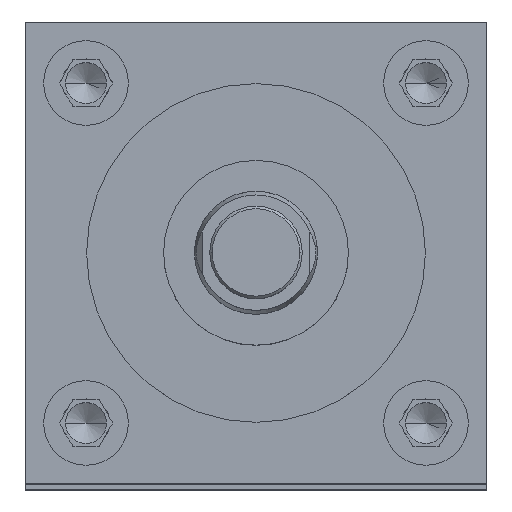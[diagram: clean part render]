
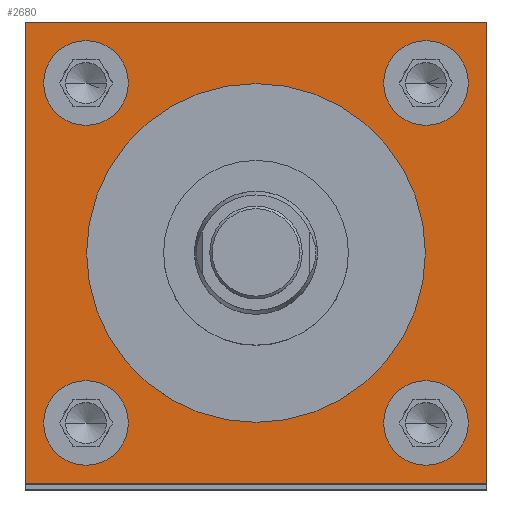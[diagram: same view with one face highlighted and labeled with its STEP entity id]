
A CAD part, top view. The second image highlights one B-rep face of the part: STEP entity #2680.
In plain terms, the highlighted planar face has unit normal (0, 0, 1).
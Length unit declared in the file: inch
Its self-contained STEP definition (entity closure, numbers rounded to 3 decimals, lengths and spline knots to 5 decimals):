
#29 = VECTOR ( 'NONE', #1201, 39.37008 ) ;
#390 = AXIS2_PLACEMENT_3D ( 'NONE', #1352, #3649, #3305 ) ;
#409 = EDGE_LOOP ( 'NONE', ( #4569, #4673 ) ) ;
#441 = DIRECTION ( 'NONE',  ( 0., 0., 1. ) ) ;
#475 = DIRECTION ( 'NONE',  ( 1., 0., 0. ) ) ;
#553 = AXIS2_PLACEMENT_3D ( 'NONE', #3589, #5081, #5509 ) ;
#626 = AXIS2_PLACEMENT_3D ( 'NONE', #4711, #441, #2356 ) ;
#642 = VERTEX_POINT ( 'NONE', #5497 ) ;
#797 = EDGE_CURVE ( 'NONE', #1302, #2886, #5950, .T. ) ;
#820 = VECTOR ( 'NONE', #3578, 39.37008 ) ;
#831 = EDGE_LOOP ( 'NONE', ( #982, #841 ) ) ;
#841 = ORIENTED_EDGE ( 'NONE', *, *, #6063, .F. ) ;
#852 = VERTEX_POINT ( 'NONE', #1652 ) ;
#933 = CARTESIAN_POINT ( 'NONE',  ( 1.38, -1.38, 28.25 ) ) ;
#982 = ORIENTED_EDGE ( 'NONE', *, *, #797, .F. ) ;
#1094 = ORIENTED_EDGE ( 'NONE', *, *, #3913, .F. ) ;
#1122 = DIRECTION ( 'NONE',  ( 1., 0., 0. ) ) ;
#1125 = EDGE_CURVE ( 'NONE', #6109, #3140, #2766, .T. ) ;
#1129 = CARTESIAN_POINT ( 'NONE',  ( 1.875, -1.875, 28.25 ) ) ;
#1136 = EDGE_CURVE ( 'NONE', #2276, #4431, #5134, .T. ) ;
#1158 = EDGE_CURVE ( 'NONE', #1598, #4895, #4834, .T. ) ;
#1201 = DIRECTION ( 'NONE',  ( 1., 0., 0. ) ) ;
#1258 = EDGE_LOOP ( 'NONE', ( #3361, #1094 ) ) ;
#1293 = AXIS2_PLACEMENT_3D ( 'NONE', #5927, #1578, #3134 ) ;
#1302 = VERTEX_POINT ( 'NONE', #3983 ) ;
#1352 = CARTESIAN_POINT ( 'NONE',  ( 1.38, 1.38, 28.25 ) ) ;
#1400 = DIRECTION ( 'NONE',  ( 0., 0., 1. ) ) ;
#1547 = LINE ( 'NONE', #3505, #29 ) ;
#1578 = DIRECTION ( 'NONE',  ( 0., 0., 1. ) ) ;
#1594 = FACE_BOUND ( 'NONE', #1258, .T. ) ;
#1598 = VERTEX_POINT ( 'NONE', #4685 ) ;
#1629 = CARTESIAN_POINT ( 'NONE',  ( 1.875, -1.875, 28.25 ) ) ;
#1652 = CARTESIAN_POINT ( 'NONE',  ( 1.875, 1.875, 28.25 ) ) ;
#1660 = PLANE ( 'NONE',  #5733 ) ;
#1661 = EDGE_CURVE ( 'NONE', #5844, #5347, #4781, .T. ) ;
#1700 = DIRECTION ( 'NONE',  ( 0., -1., 0. ) ) ;
#1711 = EDGE_CURVE ( 'NONE', #3140, #2662, #1547, .T. ) ;
#1788 = DIRECTION ( 'NONE',  ( 0., 0., 1. ) ) ;
#1798 = LINE ( 'NONE', #1829, #4581 ) ;
#1800 = DIRECTION ( 'NONE',  ( 0., 0., 1. ) ) ;
#1829 = CARTESIAN_POINT ( 'NONE',  ( -1.875, 1.875, 28.25 ) ) ;
#1881 = VECTOR ( 'NONE', #1700, 39.37008 ) ;
#1890 = ORIENTED_EDGE ( 'NONE', *, *, #4334, .T. ) ;
#1912 = CARTESIAN_POINT ( 'NONE',  ( -1.38, 1.38, 28.25 ) ) ;
#1948 = EDGE_LOOP ( 'NONE', ( #5182, #5658 ) ) ;
#2008 = VERTEX_POINT ( 'NONE', #2775 ) ;
#2010 = EDGE_LOOP ( 'NONE', ( #4236, #4549 ) ) ;
#2107 = ORIENTED_EDGE ( 'NONE', *, *, #1125, .T. ) ;
#2112 = LINE ( 'NONE', #1629, #820 ) ;
#2121 = CARTESIAN_POINT ( 'NONE',  ( 1.0365, 1.38, 28.25 ) ) ;
#2238 = CIRCLE ( 'NONE', #4163, 0.3435 ) ;
#2276 = VERTEX_POINT ( 'NONE', #2121 ) ;
#2330 = DIRECTION ( 'NONE',  ( 1., 0., 0. ) ) ;
#2356 = DIRECTION ( 'NONE',  ( 1., 0., 0. ) ) ;
#2421 = CARTESIAN_POINT ( 'NONE',  ( -1.875, 1.875, 28.25 ) ) ;
#2564 = FACE_OUTER_BOUND ( 'NONE', #3884, .T. ) ;
#2662 = VERTEX_POINT ( 'NONE', #1129 ) ;
#2680 = ADVANCED_FACE ( 'NONE', ( #5974, #4024, #3581, #1594, #6004, #2564 ), #1660, .F. ) ;
#2721 = CARTESIAN_POINT ( 'NONE',  ( -1.875, -1.875, 28.25 ) ) ;
#2766 = LINE ( 'NONE', #4697, #1881 ) ;
#2775 = CARTESIAN_POINT ( 'NONE',  ( 1.375, 0., 28.25 ) ) ;
#2815 = DIRECTION ( 'NONE',  ( 1., 0., 0. ) ) ;
#2873 = DIRECTION ( 'NONE',  ( 0., 0., 1. ) ) ;
#2886 = VERTEX_POINT ( 'NONE', #2939 ) ;
#2939 = CARTESIAN_POINT ( 'NONE',  ( 1.0365, -1.38, 28.25 ) ) ;
#2946 = AXIS2_PLACEMENT_3D ( 'NONE', #1912, #4932, #4841 ) ;
#3103 = EDGE_CURVE ( 'NONE', #4431, #2276, #6160, .T. ) ;
#3134 = DIRECTION ( 'NONE',  ( 1., 0., 0. ) ) ;
#3140 = VERTEX_POINT ( 'NONE', #2721 ) ;
#3156 = AXIS2_PLACEMENT_3D ( 'NONE', #933, #2873, #475 ) ;
#3204 = EDGE_CURVE ( 'NONE', #4895, #1598, #2238, .T. ) ;
#3305 = DIRECTION ( 'NONE',  ( 1., 0., 0. ) ) ;
#3309 = CARTESIAN_POINT ( 'NONE',  ( -1.7235, 1.38, 28.25 ) ) ;
#3314 = AXIS2_PLACEMENT_3D ( 'NONE', #4212, #1800, #3738 ) ;
#3361 = ORIENTED_EDGE ( 'NONE', *, *, #1661, .F. ) ;
#3505 = CARTESIAN_POINT ( 'NONE',  ( -1.875, -1.875, 28.25 ) ) ;
#3578 = DIRECTION ( 'NONE',  ( 0., 1., 0. ) ) ;
#3581 = FACE_BOUND ( 'NONE', #1948, .T. ) ;
#3589 = CARTESIAN_POINT ( 'NONE',  ( -1.38, 1.38, 28.25 ) ) ;
#3615 = CARTESIAN_POINT ( 'NONE',  ( -1.875, 1.875, 28.25 ) ) ;
#3649 = DIRECTION ( 'NONE',  ( 0., 0., 1. ) ) ;
#3736 = DIRECTION ( 'NONE',  ( -1., 0., 0. ) ) ;
#3738 = DIRECTION ( 'NONE',  ( 1., 0., 0. ) ) ;
#3884 = EDGE_LOOP ( 'NONE', ( #2107, #4321, #1890, #4893 ) ) ;
#3913 = EDGE_CURVE ( 'NONE', #5347, #5844, #5202, .T. ) ;
#3983 = CARTESIAN_POINT ( 'NONE',  ( 1.7235, -1.38, 28.25 ) ) ;
#4024 = FACE_BOUND ( 'NONE', #2010, .T. ) ;
#4057 = AXIS2_PLACEMENT_3D ( 'NONE', #5063, #5494, #1122 ) ;
#4163 = AXIS2_PLACEMENT_3D ( 'NONE', #4233, #1788, #2330 ) ;
#4168 = CIRCLE ( 'NONE', #626, 1.375 ) ;
#4212 = CARTESIAN_POINT ( 'NONE',  ( -1.38, -1.38, 28.25 ) ) ;
#4233 = CARTESIAN_POINT ( 'NONE',  ( -1.38, -1.38, 28.25 ) ) ;
#4236 = ORIENTED_EDGE ( 'NONE', *, *, #3103, .F. ) ;
#4272 = AXIS2_PLACEMENT_3D ( 'NONE', #4300, #1400, #2815 ) ;
#4300 = CARTESIAN_POINT ( 'NONE',  ( 0., 0., 28.25 ) ) ;
#4321 = ORIENTED_EDGE ( 'NONE', *, *, #1711, .T. ) ;
#4334 = EDGE_CURVE ( 'NONE', #2662, #852, #2112, .T. ) ;
#4431 = VERTEX_POINT ( 'NONE', #6002 ) ;
#4462 = CARTESIAN_POINT ( 'NONE',  ( -1.0365, 1.38, 28.25 ) ) ;
#4469 = EDGE_CURVE ( 'NONE', #642, #2008, #4978, .T. ) ;
#4505 = DIRECTION ( 'NONE',  ( 0., 0., -1. ) ) ;
#4549 = ORIENTED_EDGE ( 'NONE', *, *, #1136, .F. ) ;
#4569 = ORIENTED_EDGE ( 'NONE', *, *, #4950, .F. ) ;
#4581 = VECTOR ( 'NONE', #3736, 39.37008 ) ;
#4673 = ORIENTED_EDGE ( 'NONE', *, *, #4469, .F. ) ;
#4685 = CARTESIAN_POINT ( 'NONE',  ( -1.7235, -1.38, 28.25 ) ) ;
#4697 = CARTESIAN_POINT ( 'NONE',  ( -1.875, -1.875, 28.25 ) ) ;
#4711 = CARTESIAN_POINT ( 'NONE',  ( 0., 0., 28.25 ) ) ;
#4781 = CIRCLE ( 'NONE', #2946, 0.3435 ) ;
#4834 = CIRCLE ( 'NONE', #3314, 0.3435 ) ;
#4841 = DIRECTION ( 'NONE',  ( 1., 0., 0. ) ) ;
#4871 = CIRCLE ( 'NONE', #3156, 0.3435 ) ;
#4893 = ORIENTED_EDGE ( 'NONE', *, *, #5647, .T. ) ;
#4895 = VERTEX_POINT ( 'NONE', #5614 ) ;
#4932 = DIRECTION ( 'NONE',  ( 0., 0., 1. ) ) ;
#4950 = EDGE_CURVE ( 'NONE', #2008, #642, #4168, .T. ) ;
#4978 = CIRCLE ( 'NONE', #4272, 1.375 ) ;
#5063 = CARTESIAN_POINT ( 'NONE',  ( 1.38, 1.38, 28.25 ) ) ;
#5081 = DIRECTION ( 'NONE',  ( 0., 0., 1. ) ) ;
#5134 = CIRCLE ( 'NONE', #390, 0.3435 ) ;
#5182 = ORIENTED_EDGE ( 'NONE', *, *, #3204, .F. ) ;
#5202 = CIRCLE ( 'NONE', #553, 0.3435 ) ;
#5347 = VERTEX_POINT ( 'NONE', #3309 ) ;
#5468 = DIRECTION ( 'NONE',  ( -1., 0., 0. ) ) ;
#5494 = DIRECTION ( 'NONE',  ( 0., 0., 1. ) ) ;
#5497 = CARTESIAN_POINT ( 'NONE',  ( -1.375, 0., 28.25 ) ) ;
#5509 = DIRECTION ( 'NONE',  ( 1., 0., 0. ) ) ;
#5614 = CARTESIAN_POINT ( 'NONE',  ( -1.0365, -1.38, 28.25 ) ) ;
#5647 = EDGE_CURVE ( 'NONE', #852, #6109, #1798, .T. ) ;
#5658 = ORIENTED_EDGE ( 'NONE', *, *, #1158, .F. ) ;
#5733 = AXIS2_PLACEMENT_3D ( 'NONE', #3615, #4505, #5468 ) ;
#5844 = VERTEX_POINT ( 'NONE', #4462 ) ;
#5927 = CARTESIAN_POINT ( 'NONE',  ( 1.38, -1.38, 28.25 ) ) ;
#5950 = CIRCLE ( 'NONE', #1293, 0.3435 ) ;
#5974 = FACE_BOUND ( 'NONE', #831, .T. ) ;
#6002 = CARTESIAN_POINT ( 'NONE',  ( 1.7235, 1.38, 28.25 ) ) ;
#6004 = FACE_BOUND ( 'NONE', #409, .T. ) ;
#6063 = EDGE_CURVE ( 'NONE', #2886, #1302, #4871, .T. ) ;
#6109 = VERTEX_POINT ( 'NONE', #2421 ) ;
#6160 = CIRCLE ( 'NONE', #4057, 0.3435 ) ;
